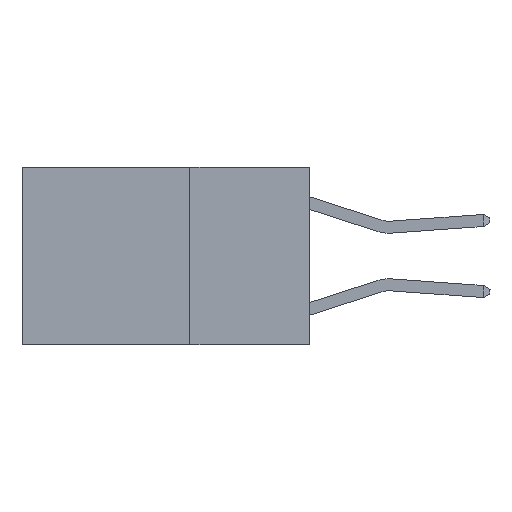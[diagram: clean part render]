
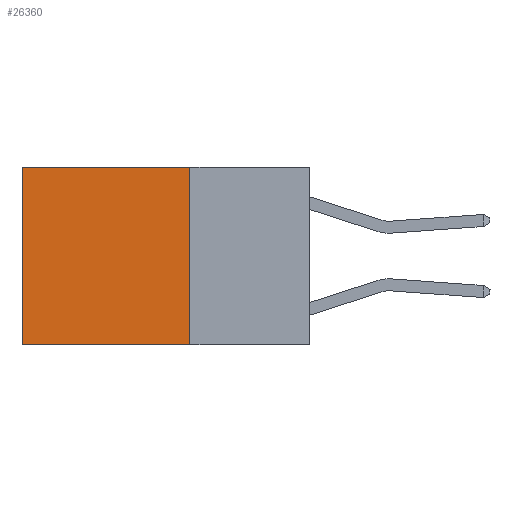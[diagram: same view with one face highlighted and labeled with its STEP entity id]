
A CAD part, left-side view. The second image highlights one B-rep face of the part: STEP entity #26360.
In plain terms, the highlighted planar face has unit normal (-1, 0, 0).
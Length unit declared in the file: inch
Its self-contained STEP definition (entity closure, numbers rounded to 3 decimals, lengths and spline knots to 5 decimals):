
#377 = VERTEX_POINT ( 'NONE', #9307 ) ;
#1617 = EDGE_CURVE ( 'NONE', #30050, #11828, #28965, .T. ) ;
#2217 = VERTEX_POINT ( 'NONE', #18283 ) ;
#3583 = EDGE_CURVE ( 'NONE', #11828, #377, #15413, .T. ) ;
#3691 = PLANE ( 'NONE',  #26738 ) ;
#3984 = VECTOR ( 'NONE', #23948, 39.37008 ) ;
#4423 = EDGE_CURVE ( 'NONE', #30050, #2217, #15710, .T. ) ;
#5789 = CARTESIAN_POINT ( 'NONE',  ( 0.2625, 0.6, 0. ) ) ;
#6188 = LINE ( 'NONE', #5789, #29588 ) ;
#7648 = CARTESIAN_POINT ( 'NONE',  ( 0.2625, 0.25, 0. ) ) ;
#9307 = CARTESIAN_POINT ( 'NONE',  ( 0.2625, 0.6, -0.37 ) ) ;
#9611 = DIRECTION ( 'NONE',  ( 0., 1., 0. ) ) ;
#10336 = VECTOR ( 'NONE', #11603, 39.37008 ) ;
#10805 = DIRECTION ( 'NONE',  ( 0., 0., -1. ) ) ;
#11603 = DIRECTION ( 'NONE',  ( 0., 0., -1. ) ) ;
#11714 = ORIENTED_EDGE ( 'NONE', *, *, #18665, .T. ) ;
#11828 = VERTEX_POINT ( 'NONE', #29020 ) ;
#13835 = CARTESIAN_POINT ( 'NONE',  ( 0.2625, 0.25, 0. ) ) ;
#14663 = VECTOR ( 'NONE', #9611, 39.37008 ) ;
#15413 = LINE ( 'NONE', #21245, #14663 ) ;
#15710 = LINE ( 'NONE', #7648, #3984 ) ;
#16827 = CARTESIAN_POINT ( 'NONE',  ( 0.2625, 0.25, 0. ) ) ;
#17355 = FACE_OUTER_BOUND ( 'NONE', #22186, .T. ) ;
#18283 = CARTESIAN_POINT ( 'NONE',  ( 0.2625, 0.6, 0. ) ) ;
#18665 = EDGE_CURVE ( 'NONE', #2217, #377, #6188, .T. ) ;
#21245 = CARTESIAN_POINT ( 'NONE',  ( 0.2625, 0.25, -0.37 ) ) ;
#22186 = EDGE_LOOP ( 'NONE', ( #11714, #29216, #25331, #27835 ) ) ;
#23948 = DIRECTION ( 'NONE',  ( 0., 1., 0. ) ) ;
#24657 = CARTESIAN_POINT ( 'NONE',  ( 0.2625, 0.25, 0. ) ) ;
#24758 = DIRECTION ( 'NONE',  ( 1., 0., 0. ) ) ;
#25331 = ORIENTED_EDGE ( 'NONE', *, *, #1617, .F. ) ;
#26360 = ADVANCED_FACE ( 'NONE', ( #17355 ), #3691, .F. ) ;
#26738 = AXIS2_PLACEMENT_3D ( 'NONE', #24657, #24758, #10805 ) ;
#27835 = ORIENTED_EDGE ( 'NONE', *, *, #4423, .T. ) ;
#28965 = LINE ( 'NONE', #13835, #10336 ) ;
#29020 = CARTESIAN_POINT ( 'NONE',  ( 0.2625, 0.25, -0.37 ) ) ;
#29064 = DIRECTION ( 'NONE',  ( 0., 0., -1. ) ) ;
#29216 = ORIENTED_EDGE ( 'NONE', *, *, #3583, .F. ) ;
#29588 = VECTOR ( 'NONE', #29064, 39.37008 ) ;
#30050 = VERTEX_POINT ( 'NONE', #16827 ) ;
